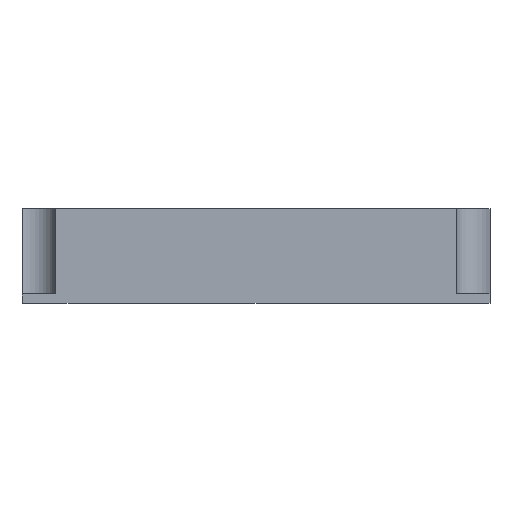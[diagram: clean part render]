
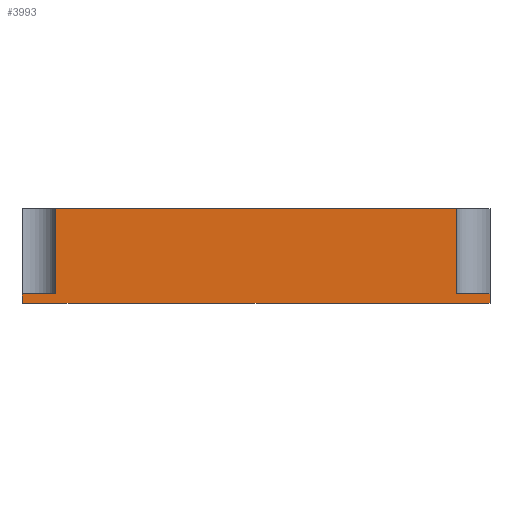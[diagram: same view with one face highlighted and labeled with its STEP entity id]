
A CAD part, front view. The second image highlights one B-rep face of the part: STEP entity #3993.
In plain terms, the highlighted planar face has unit normal (0, -1, 0).
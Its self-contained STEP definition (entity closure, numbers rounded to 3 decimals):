
#65 = VERTEX_POINT('',#66);
#66 = CARTESIAN_POINT('',(122.,-261.,6.));
#73 = EDGE_CURVE('',#65,#74,#76,.T.);
#74 = VERTEX_POINT('',#75);
#75 = CARTESIAN_POINT('',(122.,-261.,33.));
#76 = LINE('',#77,#78);
#77 = CARTESIAN_POINT('',(122.,-261.,6.));
#78 = VECTOR('',#79,1.);
#79 = DIRECTION('',(0.,0.,1.));
#105 = EDGE_CURVE('',#65,#106,#108,.T.);
#106 = VERTEX_POINT('',#107);
#107 = CARTESIAN_POINT('',(132.5,-261.,6.));
#108 = LINE('',#109,#110);
#109 = CARTESIAN_POINT('',(122.,-261.,6.));
#110 = VECTOR('',#111,1.);
#111 = DIRECTION('',(1.,0.,0.));
#164 = VERTEX_POINT('',#165);
#165 = CARTESIAN_POINT('',(-5.,-261.,6.));
#175 = VERTEX_POINT('',#176);
#176 = CARTESIAN_POINT('',(-15.5,-261.,6.));
#182 = EDGE_CURVE('',#164,#175,#183,.T.);
#183 = LINE('',#184,#185);
#184 = CARTESIAN_POINT('',(-5.,-261.,6.));
#185 = VECTOR('',#186,1.);
#186 = DIRECTION('',(-1.,0.,0.));
#217 = VERTEX_POINT('',#218);
#218 = CARTESIAN_POINT('',(-5.,-261.,33.));
#225 = EDGE_CURVE('',#164,#217,#226,.T.);
#226 = LINE('',#227,#228);
#227 = CARTESIAN_POINT('',(-5.,-261.,6.));
#228 = VECTOR('',#229,1.);
#229 = DIRECTION('',(0.,0.,1.));
#695 = VERTEX_POINT('',#696);
#696 = CARTESIAN_POINT('',(-15.5,-261.,3.));
#702 = EDGE_CURVE('',#695,#703,#705,.T.);
#703 = VERTEX_POINT('',#704);
#704 = CARTESIAN_POINT('',(132.5,-261.,3.));
#705 = LINE('',#706,#707);
#706 = CARTESIAN_POINT('',(-15.5,-261.,3.));
#707 = VECTOR('',#708,1.);
#708 = DIRECTION('',(1.,0.,0.));
#3835 = EDGE_CURVE('',#695,#175,#3836,.T.);
#3836 = LINE('',#3837,#3838);
#3837 = CARTESIAN_POINT('',(-15.5,-261.,3.));
#3838 = VECTOR('',#3839,1.);
#3839 = DIRECTION('',(0.,0.,1.));
#3871 = EDGE_CURVE('',#74,#217,#3872,.T.);
#3872 = LINE('',#3873,#3874);
#3873 = CARTESIAN_POINT('',(132.5,-261.,33.));
#3874 = VECTOR('',#3875,1.);
#3875 = DIRECTION('',(-1.,0.,0.));
#3982 = EDGE_CURVE('',#703,#106,#3983,.T.);
#3983 = LINE('',#3984,#3985);
#3984 = CARTESIAN_POINT('',(132.5,-261.,3.));
#3985 = VECTOR('',#3986,1.);
#3986 = DIRECTION('',(0.,0.,1.));
#3993 = ADVANCED_FACE('',(#3994),#4004,.T.);
#3994 = FACE_BOUND('',#3995,.T.);
#3995 = EDGE_LOOP('',(#3996,#3997,#3998,#3999,#4000,#4001,#4002,#4003));
#3996 = ORIENTED_EDGE('',*,*,#702,.T.);
#3997 = ORIENTED_EDGE('',*,*,#3982,.T.);
#3998 = ORIENTED_EDGE('',*,*,#105,.F.);
#3999 = ORIENTED_EDGE('',*,*,#73,.T.);
#4000 = ORIENTED_EDGE('',*,*,#3871,.T.);
#4001 = ORIENTED_EDGE('',*,*,#225,.F.);
#4002 = ORIENTED_EDGE('',*,*,#182,.T.);
#4003 = ORIENTED_EDGE('',*,*,#3835,.F.);
#4004 = PLANE('',#4005);
#4005 = AXIS2_PLACEMENT_3D('',#4006,#4007,#4008);
#4006 = CARTESIAN_POINT('',(58.5,-261.,16.407));
#4007 = DIRECTION('',(-0.,-1.,-0.));
#4008 = DIRECTION('',(0.,0.,-1.));
